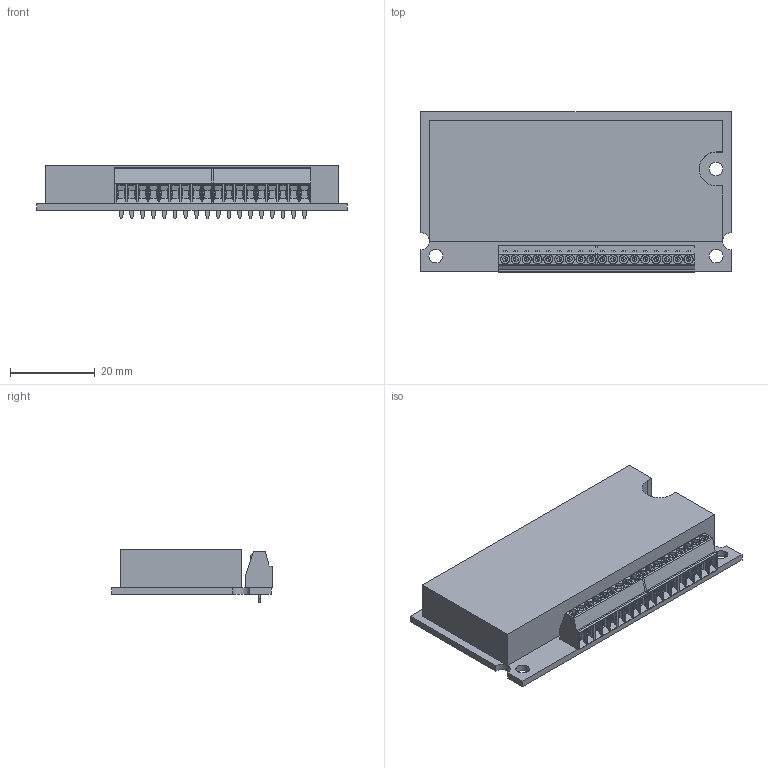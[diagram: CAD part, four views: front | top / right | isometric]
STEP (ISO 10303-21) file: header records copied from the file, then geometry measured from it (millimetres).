
FILE_DESCRIPTION(/* description */ ('Alibre Inc.'),/* implementation_level */ '2;1');
FILE_NAME(/* name */ 'export0',/* time_stamp */ '2017-11-06T08:44:39+01:00',/* author */ (''),/* organization */ (''),/* preprocessor_version */ 'ST-DEVELOPER v14',/* originating_system */ 'Alibre',/* authorisation */ '');
FILE_SCHEMA (('AUTOMOTIVE_DESIGN'));
Length unit declared in the file: millimetre
Products named in the file (4): ID_1
Bounding box: 73 x 37.81 x 12.5 mm (x, y, z)
Volume: 23505 mm3; surface area: 13824.6 mm2
Topology: 4 solids, 4 shells, 1115 faces, 2685 edges, 1676 vertices
Faces by surface type: plane 789, cylinder 290, sphere 36
Full cylindrical faces by diameter (mm): 1.016 x36, 3.2 x3
Entity records: 15894 total; most frequent: CARTESIAN_POINT 3162, ORIENTED_EDGE 2772, DIRECTION 2169, EDGE_CURVE 1386, VERTEX_POINT 893, VECTOR 836, LINE 836, AXIS2_PLACEMENT_3D 821
